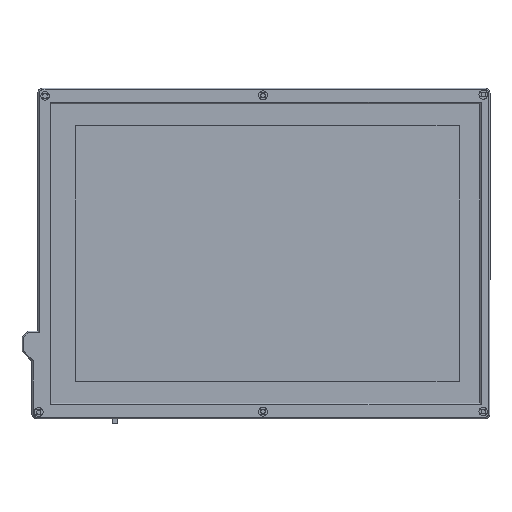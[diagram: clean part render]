
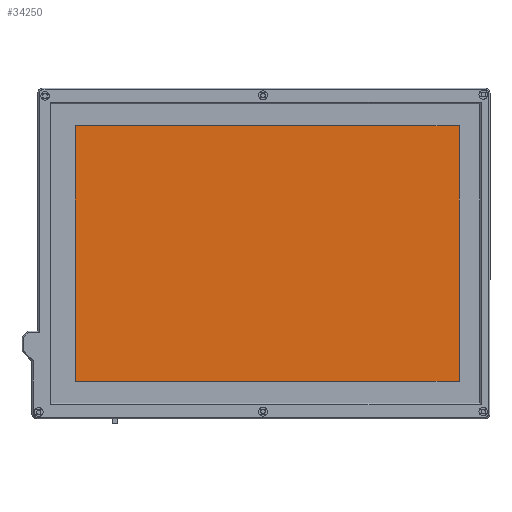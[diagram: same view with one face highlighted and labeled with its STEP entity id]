
A CAD part, top view. The second image highlights one B-rep face of the part: STEP entity #34250.
In plain terms, the highlighted planar face has unit normal (0, 0, 1).
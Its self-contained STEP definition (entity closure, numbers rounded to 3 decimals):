
#34149=CARTESIAN_POINT('',(131.112,149.306,123.593));
#34150=VERTEX_POINT('',#34149);
#34157=CARTESIAN_POINT('',(131.112,-23.694,123.593));
#34158=VERTEX_POINT('',#34157);
#34159=CARTESIAN_POINT('',(131.112,-23.694,123.593));
#34160=DIRECTION('',(-0.,1.,-0.));
#34161=VECTOR('',#34160,173.);
#34162=LINE('',#34159,#34161);
#34163=EDGE_CURVE('',#34158,#34150,#34162,.T.);
#34180=CARTESIAN_POINT('',(-128.888,149.306,123.593));
#34181=VERTEX_POINT('',#34180);
#34188=CARTESIAN_POINT('',(131.112,149.306,123.593));
#34189=DIRECTION('',(-1.,-0.,0.));
#34190=VECTOR('',#34189,260.);
#34191=LINE('',#34188,#34190);
#34192=EDGE_CURVE('',#34150,#34181,#34191,.T.);
#34204=CARTESIAN_POINT('',(-128.888,-23.694,123.593));
#34205=VERTEX_POINT('',#34204);
#34212=CARTESIAN_POINT('',(-128.888,149.306,123.593));
#34213=DIRECTION('',(0.,-1.,0.));
#34214=VECTOR('',#34213,173.);
#34215=LINE('',#34212,#34214);
#34216=EDGE_CURVE('',#34181,#34205,#34215,.T.);
#34229=CARTESIAN_POINT('',(-128.888,-23.694,123.593));
#34230=DIRECTION('',(1.,0.,-0.));
#34231=VECTOR('',#34230,260.);
#34232=LINE('',#34229,#34231);
#34233=EDGE_CURVE('',#34205,#34158,#34232,.T.);
#34239=CARTESIAN_POINT('',(1.,175.033,123.593));
#34240=DIRECTION('',(0.,0.,1.));
#34241=DIRECTION('',(-1.,0.,0.));
#34242=AXIS2_PLACEMENT_3D('',#34239,#34240,#34241);
#34243=PLANE('',#34242);
#34244=ORIENTED_EDGE('',*,*,#34163,.T.);
#34245=ORIENTED_EDGE('',*,*,#34192,.T.);
#34246=ORIENTED_EDGE('',*,*,#34216,.T.);
#34247=ORIENTED_EDGE('',*,*,#34233,.T.);
#34248=EDGE_LOOP('',(#34244,#34245,#34246,#34247));
#34249=FACE_BOUND('',#34248,.T.);
#34250=ADVANCED_FACE('',(#34249),#34243,.T.);
